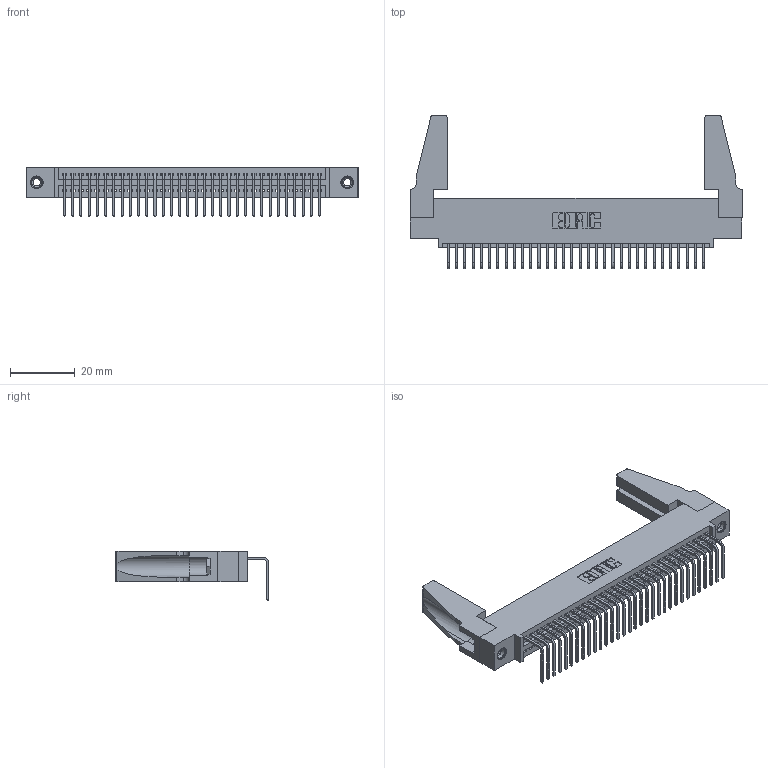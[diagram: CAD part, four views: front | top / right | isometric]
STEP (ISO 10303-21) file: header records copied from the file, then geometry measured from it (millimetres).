
FILE_DESCRIPTION (( 'STEP AP203' ), '1' );
FILE_NAME ('345-032-558-488.STEP', '2019-10-10T14:37:50', ( '' ), ( '' ), 'SwSTEP 2.0', 'SolidWorks 2016', '' );
FILE_SCHEMA (( 'CONFIG_CONTROL_DESIGN' ));
Length unit declared in the file: inch
Products named in the file (5): 345-250-001_345-250-001-102; 345-220-078_345-220-088; 345-032-558-488; 345 Part_0.110 Offset - 0.156 Dia-TH; 345-292-001_558 Tail - 2
Assembly tree (37 placements, depth 2):
  345-032-558-488
    345 Part_0.110 Offset - 0.156 Dia-TH
    345-292-001_558 Tail - 2  x32
    345-250-001_345-250-001-102  x2
    345-220-078_345-220-088  x2
Bounding box: 102.51 x 47.49 x 15.37 mm (x, y, z)
Volume: 12940.8 mm3; surface area: 16576.5 mm2
Topology: 37 solids, 37 shells, 2174 faces, 6491 edges, 4274 vertices
Faces by surface type: plane 1500, cylinder 658, cone 12, torus 4
Entity records: 27794 total; most frequent: CARTESIAN_POINT 4806, ORIENTED_EDGE 4732, DIRECTION 4218, EDGE_CURVE 2366, LINE 2064, VECTOR 2064, VERTEX_POINT 1570, AXIS2_PLACEMENT_3D 1077
